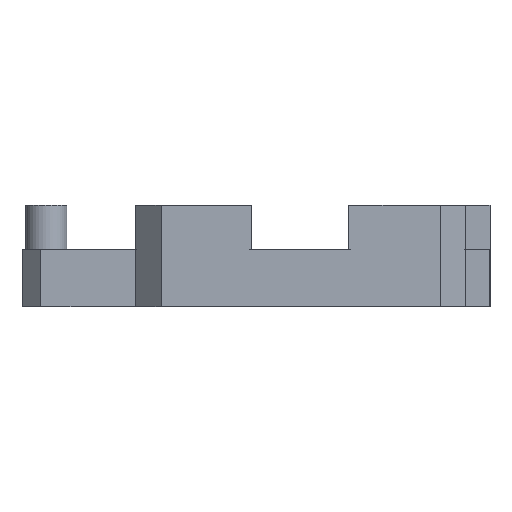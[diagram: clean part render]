
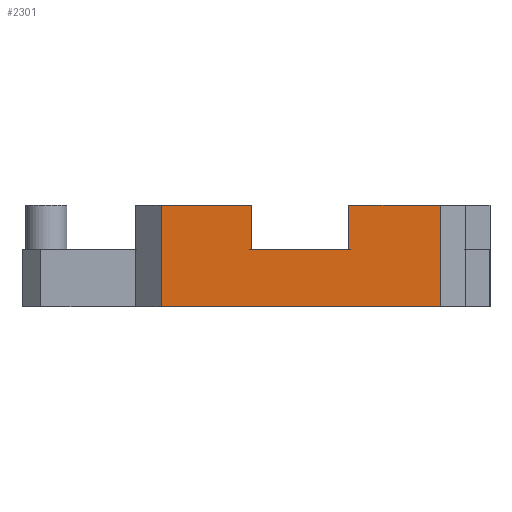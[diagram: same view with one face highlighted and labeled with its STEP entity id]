
A CAD part, left-side view. The second image highlights one B-rep face of the part: STEP entity #2301.
In plain terms, the highlighted planar face has unit normal (-1, 0, 0).
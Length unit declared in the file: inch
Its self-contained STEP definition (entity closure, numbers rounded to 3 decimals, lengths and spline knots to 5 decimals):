
#644=FACE_OUTER_BOUND('',#745,.T.);
#745=EDGE_LOOP('',(#1995,#1996,#1997,#1998,#1999,#2000,#2001,#2002));
#907=LINE('',#3435,#1041);
#909=LINE('',#3441,#1043);
#919=LINE('',#3469,#1053);
#928=LINE('',#3488,#1062);
#1013=LINE('',#3937,#1147);
#1014=LINE('',#3940,#1148);
#1015=LINE('',#3941,#1149);
#1016=LINE('',#3942,#1150);
#1041=VECTOR('',#2668,0.3937);
#1043=VECTOR('',#2674,0.3937);
#1053=VECTOR('',#2700,0.3937);
#1062=VECTOR('',#2717,0.3937);
#1147=VECTOR('',#3234,0.3937);
#1148=VECTOR('',#3237,0.3937);
#1149=VECTOR('',#3238,0.3937);
#1150=VECTOR('',#3239,0.3937);
#1173=VERTEX_POINT('',#3432);
#1174=VERTEX_POINT('',#3434);
#1176=VERTEX_POINT('',#3440);
#1185=VERTEX_POINT('',#3466);
#1186=VERTEX_POINT('',#3468);
#1192=VERTEX_POINT('',#3486);
#1340=VERTEX_POINT('',#3935);
#1341=VERTEX_POINT('',#3939);
#1362=EDGE_CURVE('',#1173,#1174,#907,.T.);
#1365=EDGE_CURVE('',#1176,#1174,#909,.T.);
#1378=EDGE_CURVE('',#1185,#1186,#919,.T.);
#1388=EDGE_CURVE('',#1192,#1185,#928,.T.);
#1613=EDGE_CURVE('',#1340,#1186,#1013,.T.);
#1614=EDGE_CURVE('',#1341,#1340,#1014,.T.);
#1615=EDGE_CURVE('',#1176,#1192,#1015,.T.);
#1616=EDGE_CURVE('',#1341,#1173,#1016,.T.);
#1995=ORIENTED_EDGE('',*,*,#1614,.T.);
#1996=ORIENTED_EDGE('',*,*,#1613,.T.);
#1997=ORIENTED_EDGE('',*,*,#1378,.F.);
#1998=ORIENTED_EDGE('',*,*,#1388,.F.);
#1999=ORIENTED_EDGE('',*,*,#1615,.F.);
#2000=ORIENTED_EDGE('',*,*,#1365,.T.);
#2001=ORIENTED_EDGE('',*,*,#1362,.F.);
#2002=ORIENTED_EDGE('',*,*,#1616,.F.);
#2204=PLANE('',#2564);
#2301=ADVANCED_FACE('',(#644),#2204,.T.);
#2564=AXIS2_PLACEMENT_3D('',#3938,#3235,#3236);
#2668=DIRECTION('',(0.,-1.,0.));
#2674=DIRECTION('',(0.,0.,1.));
#2700=DIRECTION('',(0.,-1.,0.));
#2717=DIRECTION('',(0.,0.,1.));
#3234=DIRECTION('',(0.,0.,1.));
#3235=DIRECTION('center_axis',(-1.,0.,0.));
#3236=DIRECTION('ref_axis',(0.,-1.,0.));
#3237=DIRECTION('',(0.,-1.,0.));
#3238=DIRECTION('',(0.,-1.,0.));
#3239=DIRECTION('',(0.,0.,1.));
#3432=CARTESIAN_POINT('',(-2.70866,1.47476,0.45669));
#3434=CARTESIAN_POINT('',(-2.70866,1.06787,0.45669));
#3435=CARTESIAN_POINT('',(-2.70866,1.25826,0.45669));
#3440=CARTESIAN_POINT('',(-2.70866,1.06787,0.25591));
#3441=CARTESIAN_POINT('',(-2.70866,1.06787,0.25591));
#3466=CARTESIAN_POINT('',(-2.70866,0.63325,0.45669));
#3468=CARTESIAN_POINT('',(-2.70866,0.22244,0.45669));
#3469=CARTESIAN_POINT('',(-2.70866,0.8375,0.45669));
#3486=CARTESIAN_POINT('',(-2.70866,0.63325,0.25591));
#3488=CARTESIAN_POINT('',(-2.70866,0.63325,0.25591));
#3935=CARTESIAN_POINT('',(-2.70866,0.22244,0.));
#3937=CARTESIAN_POINT('',(-2.70866,0.22244,0.));
#3938=CARTESIAN_POINT('Origin',(-2.70866,1.47476,0.));
#3939=CARTESIAN_POINT('',(-2.70866,1.47476,0.));
#3940=CARTESIAN_POINT('',(-2.70866,1.47476,0.));
#3941=CARTESIAN_POINT('',(-2.70866,1.47476,0.25591));
#3942=CARTESIAN_POINT('',(-2.70866,1.47476,0.));
